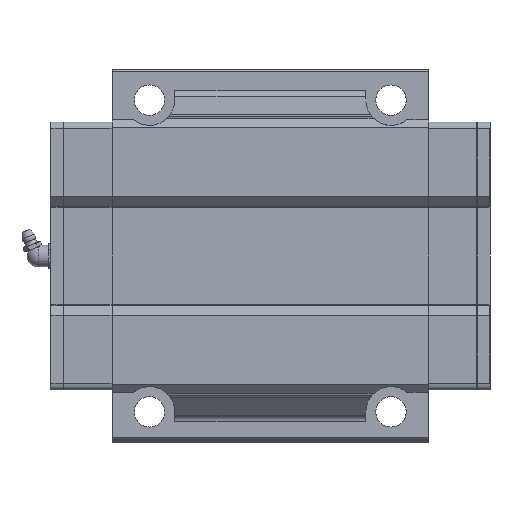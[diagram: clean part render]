
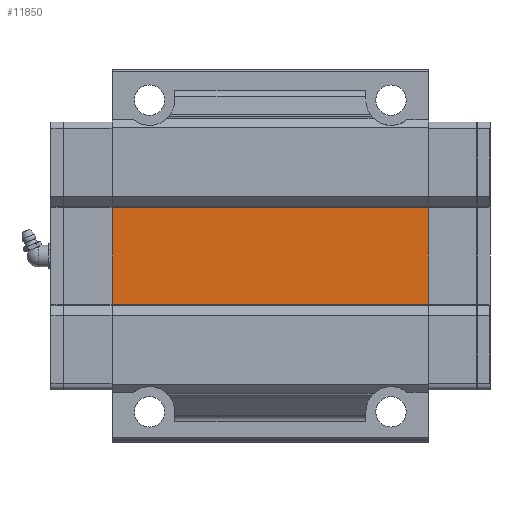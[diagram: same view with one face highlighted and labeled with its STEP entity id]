
A CAD part, front view. The second image highlights one B-rep face of the part: STEP entity #11850.
In plain terms, the highlighted face is planar.
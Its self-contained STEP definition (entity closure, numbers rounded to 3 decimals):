
#683=FACE_OUTER_BOUND('',#1369,.T.);
#1369=EDGE_LOOP('',(#9254,#9255,#9256,#9257));
#2722=LINE('',#18271,#4059);
#2745=LINE('',#18341,#4082);
#2779=LINE('',#18427,#4116);
#2780=LINE('',#18429,#4117);
#4059=VECTOR('',#14800,10.);
#4082=VECTOR('',#14853,10.);
#4116=VECTOR('',#14939,188.2);
#4117=VECTOR('',#14942,188.2);
#5292=VERTEX_POINT('',#18268);
#5293=VERTEX_POINT('',#18270);
#5324=VERTEX_POINT('',#18338);
#5325=VERTEX_POINT('',#18340);
#6677=EDGE_CURVE('',#5292,#5293,#2722,.T.);
#6712=EDGE_CURVE('',#5324,#5325,#2745,.T.);
#6755=EDGE_CURVE('',#5293,#5324,#2779,.T.);
#6756=EDGE_CURVE('',#5292,#5325,#2780,.T.);
#9254=ORIENTED_EDGE('',*,*,#6712,.F.);
#9255=ORIENTED_EDGE('',*,*,#6755,.F.);
#9256=ORIENTED_EDGE('',*,*,#6677,.F.);
#9257=ORIENTED_EDGE('',*,*,#6756,.T.);
#11303=PLANE('',#12782);
#11850=ADVANCED_FACE('',(#683),#11303,.F.);
#12782=AXIS2_PLACEMENT_3D('',#18428,#14940,#14941);
#14800=DIRECTION('',(0.,-1.,0.));
#14853=DIRECTION('',(0.,1.,0.));
#14939=DIRECTION('',(1.,0.,0.));
#14940=DIRECTION('center_axis',(0.,0.,1.));
#14941=DIRECTION('ref_axis',(0.,-1.,0.));
#14942=DIRECTION('',(1.,0.,0.));
#18268=CARTESIAN_POINT('',(28.,23.,38.));
#18270=CARTESIAN_POINT('',(28.,-23.,38.));
#18271=CARTESIAN_POINT('',(28.,11.5,38.));
#18338=CARTESIAN_POINT('',(172.2,-23.,38.));
#18340=CARTESIAN_POINT('',(172.2,23.,38.));
#18341=CARTESIAN_POINT('',(172.2,11.5,38.));
#18427=CARTESIAN_POINT('',(0.1,-23.,38.));
#18428=CARTESIAN_POINT('Origin',(0.1,23.,38.));
#18429=CARTESIAN_POINT('',(0.1,23.,38.));
